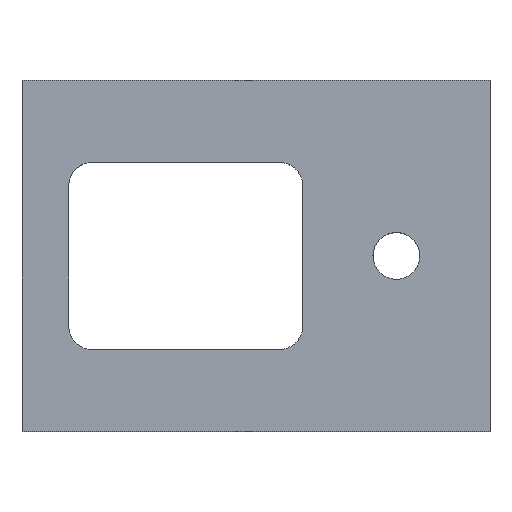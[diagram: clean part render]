
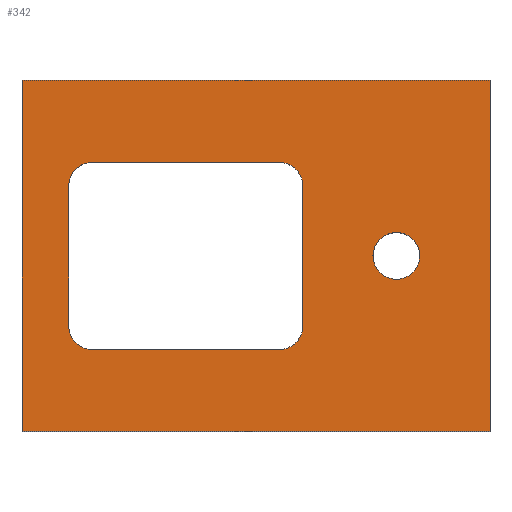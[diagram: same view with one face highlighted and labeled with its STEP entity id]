
A CAD part, top view. The second image highlights one B-rep face of the part: STEP entity #342.
In plain terms, the highlighted planar face has unit normal (0, 0, 1).
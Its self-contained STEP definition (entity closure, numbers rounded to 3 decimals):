
#71=CARTESIAN_POINT('',(60.,0.,30.));
#72=DIRECTION('',(0.,0.,-1.));
#73=DIRECTION('',(1.,0.,0.));
#74=AXIS2_PLACEMENT_3D('',#71,#72,#73);
#76=CARTESIAN_POINT('',(60.,0.,30.));
#77=DIRECTION('',(0.,0.,-1.));
#78=DIRECTION('',(-1.,0.,0.));
#79=AXIS2_PLACEMENT_3D('',#76,#77,#78);
#81=DIRECTION('',(0.,-1.,0.));
#82=VECTOR('',#81,150.);
#83=CARTESIAN_POINT('',(-100.,75.,30.));
#84=LINE('',#83,#82);
#85=DIRECTION('',(-1.,0.,0.));
#86=VECTOR('',#85,200.);
#87=CARTESIAN_POINT('',(100.,75.,30.));
#88=LINE('',#87,#86);
#89=DIRECTION('',(0.,1.,0.));
#90=VECTOR('',#89,150.);
#91=CARTESIAN_POINT('',(100.,-75.,30.));
#92=LINE('',#91,#90);
#93=DIRECTION('',(1.,0.,0.));
#94=VECTOR('',#93,200.);
#95=CARTESIAN_POINT('',(-100.,-75.,30.));
#96=LINE('',#95,#94);
#97=DIRECTION('',(1.,0.,0.));
#98=VECTOR('',#97,80.);
#99=CARTESIAN_POINT('',(-70.,40.,30.));
#100=LINE('',#99,#98);
#101=CARTESIAN_POINT('',(-70.,30.,30.));
#102=DIRECTION('',(0.,0.,-1.));
#103=DIRECTION('',(-1.,0.,0.));
#104=AXIS2_PLACEMENT_3D('',#101,#102,#103);
#106=DIRECTION('',(0.,1.,0.));
#107=VECTOR('',#106,60.);
#108=CARTESIAN_POINT('',(-80.,-30.,30.));
#109=LINE('',#108,#107);
#110=CARTESIAN_POINT('',(-70.,-30.,30.));
#111=DIRECTION('',(0.,0.,-1.));
#112=DIRECTION('',(0.,-1.,0.));
#113=AXIS2_PLACEMENT_3D('',#110,#111,#112);
#115=DIRECTION('',(-1.,0.,0.));
#116=VECTOR('',#115,80.);
#117=CARTESIAN_POINT('',(10.,-40.,30.));
#118=LINE('',#117,#116);
#119=CARTESIAN_POINT('',(10.,-30.,30.));
#120=DIRECTION('',(0.,0.,-1.));
#121=DIRECTION('',(1.,0.,0.));
#122=AXIS2_PLACEMENT_3D('',#119,#120,#121);
#124=DIRECTION('',(0.,-1.,0.));
#125=VECTOR('',#124,60.);
#126=CARTESIAN_POINT('',(20.,30.,30.));
#127=LINE('',#126,#125);
#128=CARTESIAN_POINT('',(10.,30.,30.));
#129=DIRECTION('',(0.,0.,-1.));
#130=DIRECTION('',(0.,1.,0.));
#131=AXIS2_PLACEMENT_3D('',#128,#129,#130);
#209=CARTESIAN_POINT('',(70.,0.,30.));
#210=CARTESIAN_POINT('',(50.,0.,30.));
#211=VERTEX_POINT('',#209);
#212=VERTEX_POINT('',#210);
#213=CARTESIAN_POINT('',(-100.,75.,30.));
#214=CARTESIAN_POINT('',(-100.,-75.,30.));
#215=VERTEX_POINT('',#213);
#216=VERTEX_POINT('',#214);
#217=CARTESIAN_POINT('',(100.,-75.,30.));
#218=VERTEX_POINT('',#217);
#219=CARTESIAN_POINT('',(100.,75.,30.));
#220=VERTEX_POINT('',#219);
#221=CARTESIAN_POINT('',(-70.,40.,30.));
#222=CARTESIAN_POINT('',(10.,40.,30.));
#223=VERTEX_POINT('',#221);
#224=VERTEX_POINT('',#222);
#225=CARTESIAN_POINT('',(20.,30.,30.));
#226=VERTEX_POINT('',#225);
#227=CARTESIAN_POINT('',(20.,-30.,30.));
#228=VERTEX_POINT('',#227);
#229=CARTESIAN_POINT('',(10.,-40.,30.));
#230=VERTEX_POINT('',#229);
#231=CARTESIAN_POINT('',(-70.,-40.,30.));
#232=VERTEX_POINT('',#231);
#233=CARTESIAN_POINT('',(-80.,-30.,30.));
#234=VERTEX_POINT('',#233);
#235=CARTESIAN_POINT('',(-80.,30.,30.));
#236=VERTEX_POINT('',#235);
#305=CARTESIAN_POINT('',(0.,0.,30.));
#306=DIRECTION('',(0.,0.,1.));
#307=DIRECTION('',(1.,0.,0.));
#308=AXIS2_PLACEMENT_3D('',#305,#306,#307);
#309=PLANE('',#308);
#311=ORIENTED_EDGE('',*,*,#310,.F.);
#313=ORIENTED_EDGE('',*,*,#312,.F.);
#315=ORIENTED_EDGE('',*,*,#314,.F.);
#317=ORIENTED_EDGE('',*,*,#316,.F.);
#318=EDGE_LOOP('',(#311,#313,#315,#317));
#319=FACE_OUTER_BOUND('',#318,.F.);
#320=ORIENTED_EDGE('',*,*,#285,.F.);
#321=ORIENTED_EDGE('',*,*,#299,.F.);
#322=EDGE_LOOP('',(#320,#321));
#323=FACE_BOUND('',#322,.F.);
#325=ORIENTED_EDGE('',*,*,#324,.F.);
#327=ORIENTED_EDGE('',*,*,#326,.F.);
#329=ORIENTED_EDGE('',*,*,#328,.F.);
#331=ORIENTED_EDGE('',*,*,#330,.F.);
#333=ORIENTED_EDGE('',*,*,#332,.F.);
#335=ORIENTED_EDGE('',*,*,#334,.F.);
#337=ORIENTED_EDGE('',*,*,#336,.F.);
#339=ORIENTED_EDGE('',*,*,#338,.F.);
#340=EDGE_LOOP('',(#325,#327,#329,#331,#333,#335,#337,#339));
#341=FACE_BOUND('',#340,.F.);
#75=CIRCLE('',#74,10.);
#80=CIRCLE('',#79,10.);
#105=CIRCLE('',#104,10.);
#114=CIRCLE('',#113,10.);
#123=CIRCLE('',#122,10.);
#132=CIRCLE('',#131,10.);
#285=EDGE_CURVE('',#211,#212,#75,.T.);
#299=EDGE_CURVE('',#212,#211,#80,.T.);
#310=EDGE_CURVE('',#215,#216,#84,.T.);
#312=EDGE_CURVE('',#220,#215,#88,.T.);
#314=EDGE_CURVE('',#218,#220,#92,.T.);
#316=EDGE_CURVE('',#216,#218,#96,.T.);
#324=EDGE_CURVE('',#223,#224,#100,.T.);
#326=EDGE_CURVE('',#236,#223,#105,.T.);
#328=EDGE_CURVE('',#234,#236,#109,.T.);
#330=EDGE_CURVE('',#232,#234,#114,.T.);
#332=EDGE_CURVE('',#230,#232,#118,.T.);
#334=EDGE_CURVE('',#228,#230,#123,.T.);
#336=EDGE_CURVE('',#226,#228,#127,.T.);
#338=EDGE_CURVE('',#224,#226,#132,.T.);
#342=ADVANCED_FACE('',(#319,#323,#341),#309,.T.);
